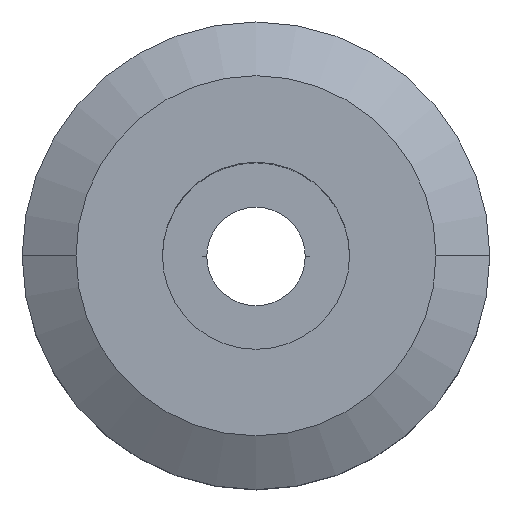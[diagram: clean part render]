
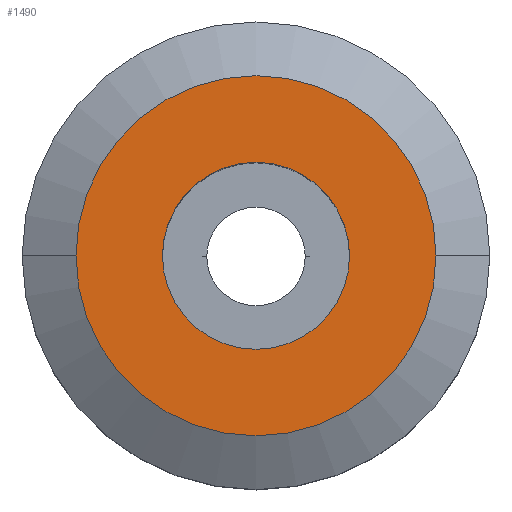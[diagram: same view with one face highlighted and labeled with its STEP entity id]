
A CAD part, top view. The second image highlights one B-rep face of the part: STEP entity #1490.
In plain terms, the highlighted planar face has unit normal (0, 0, 1).
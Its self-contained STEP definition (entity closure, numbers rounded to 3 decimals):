
#66 = EDGE_CURVE ( 'NONE', #3234, #4420, #1408, .T. ) ;
#177 = EDGE_LOOP ( 'NONE', ( #1756, #2374 ) ) ;
#326 = CARTESIAN_POINT ( 'NONE',  ( 10., 0., 54. ) ) ;
#410 = DIRECTION ( 'NONE',  ( 0., 0., -1. ) ) ;
#894 = EDGE_LOOP ( 'NONE', ( #4464, #2828 ) ) ;
#978 = VERTEX_POINT ( 'NONE', #4057 ) ;
#989 = EDGE_CURVE ( 'NONE', #4420, #3234, #1662, .T. ) ;
#1352 = CARTESIAN_POINT ( 'NONE',  ( -10., 0., 54. ) ) ;
#1357 = CIRCLE ( 'NONE', #4303, 19.25 ) ;
#1408 = CIRCLE ( 'NONE', #3717, 10. ) ;
#1490 = ADVANCED_FACE ( 'NONE', ( #3531, #2692 ), #2684, .T. ) ;
#1662 = CIRCLE ( 'NONE', #2313, 10. ) ;
#1756 = ORIENTED_EDGE ( 'NONE', *, *, #66, .T. ) ;
#2083 = CARTESIAN_POINT ( 'NONE',  ( 0., 0., 54. ) ) ;
#2087 = EDGE_CURVE ( 'NONE', #978, #2965, #1357, .T. ) ;
#2216 = AXIS2_PLACEMENT_3D ( 'NONE', #2462, #2744, #2758 ) ;
#2313 = AXIS2_PLACEMENT_3D ( 'NONE', #3816, #3801, #3784 ) ;
#2374 = ORIENTED_EDGE ( 'NONE', *, *, #989, .T. ) ;
#2387 = CIRCLE ( 'NONE', #3396, 19.25 ) ;
#2462 = CARTESIAN_POINT ( 'NONE',  ( 0., 19.25, 54. ) ) ;
#2464 = DIRECTION ( 'NONE',  ( -1., 0., 0. ) ) ;
#2498 = EDGE_CURVE ( 'NONE', #2965, #978, #2387, .T. ) ;
#2598 = CARTESIAN_POINT ( 'NONE',  ( 0., 0., 54. ) ) ;
#2684 = PLANE ( 'NONE',  #2216 ) ;
#2692 = FACE_OUTER_BOUND ( 'NONE', #894, .T. ) ;
#2744 = DIRECTION ( 'NONE',  ( 0., 0., 1. ) ) ;
#2758 = DIRECTION ( 'NONE',  ( 1., 0., 0. ) ) ;
#2828 = ORIENTED_EDGE ( 'NONE', *, *, #2087, .F. ) ;
#2965 = VERTEX_POINT ( 'NONE', #3718 ) ;
#2966 = DIRECTION ( 'NONE',  ( -1., 0., 0. ) ) ;
#3234 = VERTEX_POINT ( 'NONE', #1352 ) ;
#3396 = AXIS2_PLACEMENT_3D ( 'NONE', #2083, #4613, #2464 ) ;
#3531 = FACE_BOUND ( 'NONE', #177, .T. ) ;
#3674 = DIRECTION ( 'NONE',  ( 0., 0., -1. ) ) ;
#3717 = AXIS2_PLACEMENT_3D ( 'NONE', #3789, #3674, #3759 ) ;
#3718 = CARTESIAN_POINT ( 'NONE',  ( -19.25, 0., 54. ) ) ;
#3759 = DIRECTION ( 'NONE',  ( -1., 0., 0. ) ) ;
#3784 = DIRECTION ( 'NONE',  ( -1., 0., 0. ) ) ;
#3789 = CARTESIAN_POINT ( 'NONE',  ( 0., 0., 54. ) ) ;
#3801 = DIRECTION ( 'NONE',  ( 0., 0., -1. ) ) ;
#3816 = CARTESIAN_POINT ( 'NONE',  ( 0., 0., 54. ) ) ;
#4057 = CARTESIAN_POINT ( 'NONE',  ( 19.25, 0., 54. ) ) ;
#4303 = AXIS2_PLACEMENT_3D ( 'NONE', #2598, #410, #2966 ) ;
#4420 = VERTEX_POINT ( 'NONE', #326 ) ;
#4464 = ORIENTED_EDGE ( 'NONE', *, *, #2498, .F. ) ;
#4613 = DIRECTION ( 'NONE',  ( 0., 0., -1. ) ) ;
